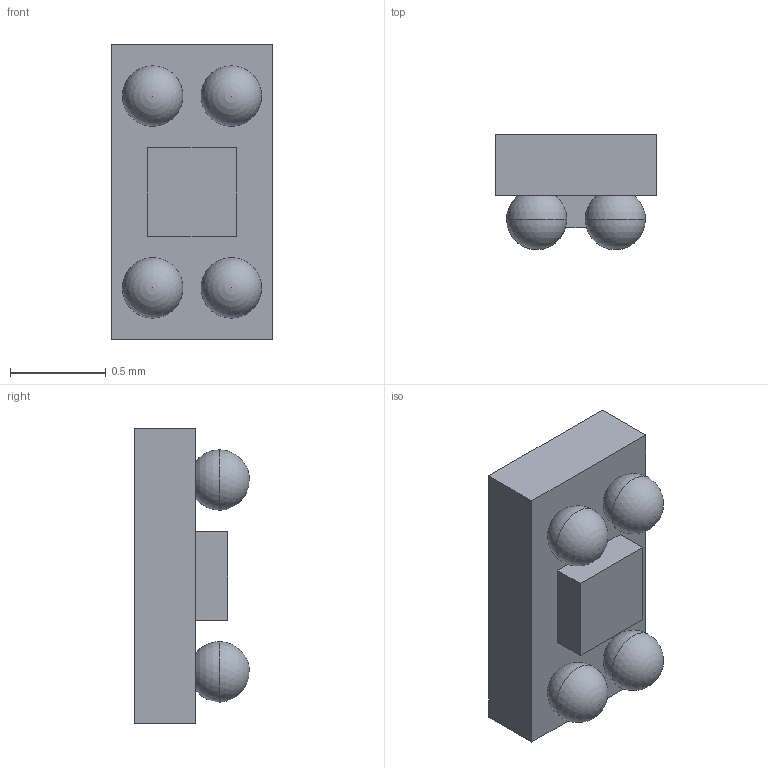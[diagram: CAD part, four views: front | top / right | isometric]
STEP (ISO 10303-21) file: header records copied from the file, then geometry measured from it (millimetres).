
FILE_DESCRIPTION (( 'STEP AP214' ), '1' );
FILE_NAME ('SIT8021AC-J4-18S-22-579200.STEP', '2021-12-14T02:12:56', ( '' ), ( '' ), 'SwSTEP 2.0', 'SolidWorks 2017', '' );
FILE_SCHEMA (( 'AUTOMOTIVE_DESIGN' ));
Length unit declared in the file: millimetre
Products named in the file (1): SIT8021AC-J4-18S-22-579200
Bounding box: 0.84 x 0.6 x 1.54 mm (x, y, z)
Volume: 0.5 mm3; surface area: 6.1 mm2
Topology: 7 solids, 7 shells, 31 faces, 68 edges, 48 vertices
Faces by surface type: plane 19, sphere 8, cylinder 4
Entity records: 846 total; most frequent: DIRECTION 140, CARTESIAN_POINT 124, ORIENTED_EDGE 104, AXIS2_PLACEMENT_3D 56, EDGE_CURVE 52, VERTEX_POINT 40, EDGE_LOOP 36, FACE_OUTER_BOUND 31
